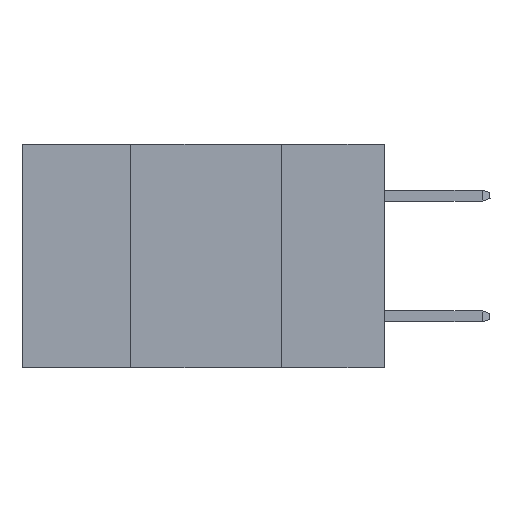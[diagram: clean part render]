
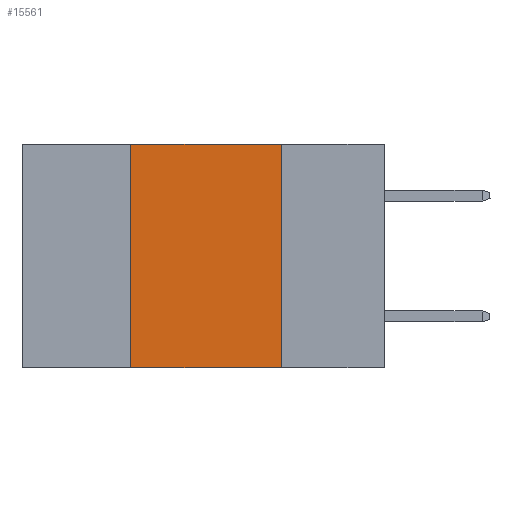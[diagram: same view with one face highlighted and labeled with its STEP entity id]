
A CAD part, left-side view. The second image highlights one B-rep face of the part: STEP entity #15561.
In plain terms, the highlighted planar face has unit normal (-1, 0, 0).
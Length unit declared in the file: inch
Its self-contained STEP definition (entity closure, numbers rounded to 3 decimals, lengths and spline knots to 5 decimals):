
#344 = VERTEX_POINT ( 'NONE', #14586 ) ;
#707 = VECTOR ( 'NONE', #3210, 39.37008 ) ;
#750 = CARTESIAN_POINT ( 'NONE',  ( 0., 0.6, 0. ) ) ;
#1636 = LINE ( 'NONE', #9787, #8092 ) ;
#2348 = LINE ( 'NONE', #750, #7559 ) ;
#2712 = LINE ( 'NONE', #13237, #8952 ) ;
#3207 = EDGE_CURVE ( 'NONE', #6468, #12202, #14351, .T. ) ;
#3210 = DIRECTION ( 'NONE',  ( 0., 0., -1. ) ) ;
#3315 = DIRECTION ( 'NONE',  ( 1., 0., 0. ) ) ;
#3372 = DIRECTION ( 'NONE',  ( 0., 0., 1. ) ) ;
#3834 = EDGE_CURVE ( 'NONE', #344, #6468, #2348, .T. ) ;
#5575 = DIRECTION ( 'NONE',  ( 0., -1., 0. ) ) ;
#6468 = VERTEX_POINT ( 'NONE', #13172 ) ;
#7333 = ORIENTED_EDGE ( 'NONE', *, *, #3207, .F. ) ;
#7559 = VECTOR ( 'NONE', #9771, 39.37008 ) ;
#8092 = VECTOR ( 'NONE', #3372, 39.37008 ) ;
#8651 = AXIS2_PLACEMENT_3D ( 'NONE', #9680, #3315, #13553 ) ;
#8952 = VECTOR ( 'NONE', #5575, 39.37008 ) ;
#9680 = CARTESIAN_POINT ( 'NONE',  ( 0., 0.6, 0. ) ) ;
#9760 = ORIENTED_EDGE ( 'NONE', *, *, #11084, .T. ) ;
#9771 = DIRECTION ( 'NONE',  ( 0., -1., 0. ) ) ;
#9787 = CARTESIAN_POINT ( 'NONE',  ( 0., 0.42, 0. ) ) ;
#10172 = EDGE_LOOP ( 'NONE', ( #7333, #14865, #13290, #9760 ) ) ;
#11084 = EDGE_CURVE ( 'NONE', #15341, #12202, #2712, .T. ) ;
#12202 = VERTEX_POINT ( 'NONE', #15989 ) ;
#12418 = CARTESIAN_POINT ( 'NONE',  ( 0., 0.17, 0. ) ) ;
#12743 = CARTESIAN_POINT ( 'NONE',  ( 0., 0.42, -0.37 ) ) ;
#13172 = CARTESIAN_POINT ( 'NONE',  ( 0., 0.17, 0. ) ) ;
#13237 = CARTESIAN_POINT ( 'NONE',  ( 0., 0.6, -0.37 ) ) ;
#13290 = ORIENTED_EDGE ( 'NONE', *, *, #15645, .F. ) ;
#13553 = DIRECTION ( 'NONE',  ( 0., 0., -1. ) ) ;
#13655 = PLANE ( 'NONE',  #8651 ) ;
#14351 = LINE ( 'NONE', #12418, #707 ) ;
#14495 = FACE_OUTER_BOUND ( 'NONE', #10172, .T. ) ;
#14586 = CARTESIAN_POINT ( 'NONE',  ( 0., 0.42, 0. ) ) ;
#14865 = ORIENTED_EDGE ( 'NONE', *, *, #3834, .F. ) ;
#15341 = VERTEX_POINT ( 'NONE', #12743 ) ;
#15561 = ADVANCED_FACE ( 'NONE', ( #14495 ), #13655, .F. ) ;
#15645 = EDGE_CURVE ( 'NONE', #15341, #344, #1636, .T. ) ;
#15989 = CARTESIAN_POINT ( 'NONE',  ( 0., 0.17, -0.37 ) ) ;
